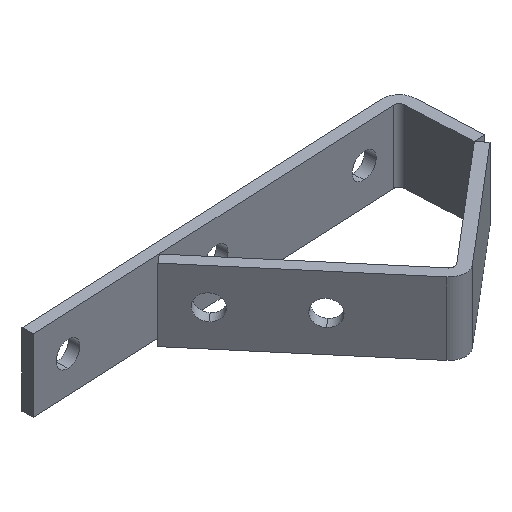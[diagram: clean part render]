
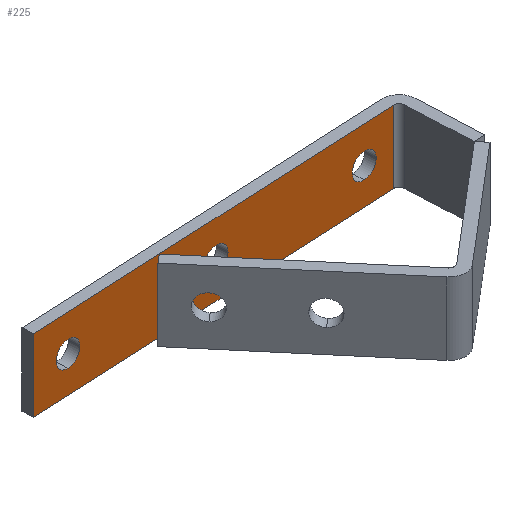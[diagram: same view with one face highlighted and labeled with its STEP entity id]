
A CAD part, isometric view. The second image highlights one B-rep face of the part: STEP entity #225.
In plain terms, the highlighted planar face has unit normal (0.048, -0.999, 0).
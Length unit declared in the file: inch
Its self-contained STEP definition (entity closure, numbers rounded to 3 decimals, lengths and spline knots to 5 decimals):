
#165=EDGE_CURVE('',#440,#441,#442,.T.);
#195=EDGE_CURVE('',#491,#492,#493,.T.);
#199=EDGE_CURVE('',#492,#499,#500,.T.);
#207=EDGE_CURVE('',#513,#514,#515,.T.);
#225=ADVANCED_FACE('',(#539,#540,#541,#542),#543,.T.);
#249=EDGE_CURVE('',#577,#578,#579,.T.);
#271=EDGE_CURVE('',#578,#445,#610,.T.);
#297=EDGE_CURVE('',#513,#643,#644,.T.);
#301=EDGE_CURVE('',#510,#577,#648,.T.);
#307=EDGE_CURVE('',#551,#440,#656,.T.);
#311=EDGE_CURVE('',#445,#510,#660,.T.);
#313=EDGE_CURVE('',#643,#662,#663,.T.);
#315=EDGE_CURVE('',#593,#551,#665,.T.);
#323=EDGE_CURVE('',#441,#593,#674,.T.);
#327=EDGE_CURVE('',#453,#491,#681,.T.);
#329=EDGE_CURVE('',#514,#662,#683,.T.);
#355=EDGE_CURVE('',#499,#453,#720,.T.);
#440=VERTEX_POINT('',#821);
#441=VERTEX_POINT('',#822);
#442=B_SPLINE_CURVE_WITH_KNOTS('',3,(#823,#824,#825,#826),.UNSPECIFIED.,.F.,.F.,(4,4),(0.0,1.0),.UNSPECIFIED.);
#445=VERTEX_POINT('',#830);
#453=VERTEX_POINT('',#842);
#491=VERTEX_POINT('',#911);
#492=VERTEX_POINT('',#912);
#493=B_SPLINE_CURVE_WITH_KNOTS('',3,(#913,#914,#915,#916),.UNSPECIFIED.,.F.,.F.,(4,4),(0.0,1.0),.UNSPECIFIED.);
#499=VERTEX_POINT('',#925);
#500=B_SPLINE_CURVE_WITH_KNOTS('',3,(#926,#927,#928,#929),.UNSPECIFIED.,.F.,.F.,(4,4),(0.0,1.0),.UNSPECIFIED.);
#510=VERTEX_POINT('',#946);
#513=VERTEX_POINT('',#951);
#514=VERTEX_POINT('',#952);
#515=LINE('',#953,#954);
#539=FACE_BOUND('',#1004,.T.);
#540=FACE_BOUND('',#1005,.T.);
#541=FACE_BOUND('',#1006,.T.);
#542=FACE_OUTER_BOUND('',#1007,.T.);
#543=PLANE('',#1008);
#551=VERTEX_POINT('',#1019);
#577=VERTEX_POINT('',#1083);
#578=VERTEX_POINT('',#1084);
#579=B_SPLINE_CURVE_WITH_KNOTS('',3,(#1085,#1086,#1087,#1088),.UNSPECIFIED.,.F.,.F.,(4,4),(0.0,1.0),.UNSPECIFIED.);
#593=VERTEX_POINT('',#1115);
#610=B_SPLINE_CURVE_WITH_KNOTS('',3,(#1146,#1147,#1148,#1149),.UNSPECIFIED.,.F.,.F.,(4,4),(0.0,1.0),.UNSPECIFIED.);
#643=VERTEX_POINT('',#1230);
#644=LINE('',#1231,#1232);
#648=B_SPLINE_CURVE_WITH_KNOTS('',3,(#1239,#1240,#1241,#1242),.UNSPECIFIED.,.F.,.F.,(4,4),(0.0,1.0),.UNSPECIFIED.);
#656=B_SPLINE_CURVE_WITH_KNOTS('',3,(#1258,#1259,#1260,#1261),.UNSPECIFIED.,.F.,.F.,(4,4),(0.0,1.0),.UNSPECIFIED.);
#660=B_SPLINE_CURVE_WITH_KNOTS('',3,(#1268,#1269,#1270,#1271),.UNSPECIFIED.,.F.,.F.,(4,4),(0.0,1.0),.UNSPECIFIED.);
#662=VERTEX_POINT('',#1274);
#663=LINE('',#1275,#1276);
#665=B_SPLINE_CURVE_WITH_KNOTS('',3,(#1279,#1280,#1281,#1282),.UNSPECIFIED.,.F.,.F.,(4,4),(0.0,1.0),.UNSPECIFIED.);
#674=B_SPLINE_CURVE_WITH_KNOTS('',3,(#1296,#1297,#1298,#1299),.UNSPECIFIED.,.F.,.F.,(4,4),(0.0,1.0),.UNSPECIFIED.);
#681=B_SPLINE_CURVE_WITH_KNOTS('',3,(#1307,#1308,#1309,#1310),.UNSPECIFIED.,.F.,.F.,(4,4),(0.0,1.0),.UNSPECIFIED.);
#683=LINE('',#1313,#1314);
#720=B_SPLINE_CURVE_WITH_KNOTS('',3,(#1386,#1387,#1388,#1389),.UNSPECIFIED.,.F.,.F.,(4,4),(0.0,1.0),.UNSPECIFIED.);
#821=CARTESIAN_POINT('',(0.85514,0.03727,1.09375));
#822=CARTESIAN_POINT('',(1.13607,0.05077,0.8125));
#823=CARTESIAN_POINT('',(0.85514,0.03727,1.09375));
#824=CARTESIAN_POINT('',(1.01029,0.04473,1.09375));
#825=CARTESIAN_POINT('',(1.13607,0.05077,0.96783));
#826=CARTESIAN_POINT('',(1.13607,0.05077,0.8125));
#830=CARTESIAN_POINT('',(4.63204,0.21869,0.8125));
#842=CARTESIAN_POINT('',(8.12801,0.38661,0.8125));
#911=CARTESIAN_POINT('',(7.84708,0.37312,0.53125));
#912=CARTESIAN_POINT('',(7.56616,0.35963,0.8125));
#913=CARTESIAN_POINT('',(7.84708,0.37312,0.53125));
#914=CARTESIAN_POINT('',(7.69193,0.36567,0.53125));
#915=CARTESIAN_POINT('',(7.56616,0.35963,0.65717));
#916=CARTESIAN_POINT('',(7.56616,0.35963,0.8125));
#925=CARTESIAN_POINT('',(7.84708,0.37312,1.09375));
#926=CARTESIAN_POINT('',(7.56616,0.35963,0.8125));
#927=CARTESIAN_POINT('',(7.56616,0.35963,0.96783));
#928=CARTESIAN_POINT('',(7.69193,0.36567,1.09375));
#929=CARTESIAN_POINT('',(7.84708,0.37312,1.09375));
#946=CARTESIAN_POINT('',(4.35111,0.2052,0.53125));
#951=CARTESIAN_POINT('',(8.53379,0.40611,0.0));
#952=CARTESIAN_POINT('',(0.04354,-0.00171,0.0));
#953=CARTESIAN_POINT('',(8.53379,0.40611,0.0));
#954=VECTOR('',#1598,1.);
#1004=EDGE_LOOP('',(#1633,#1634,#1635,#1636));
#1005=EDGE_LOOP('',(#1637,#1638,#1639,#1640));
#1006=EDGE_LOOP('',(#1641,#1642,#1643,#1644));
#1007=EDGE_LOOP('',(#1645,#1646,#1647,#1648));
#1008=AXIS2_PLACEMENT_3D('',#1649,#1650,#1651);
#1019=CARTESIAN_POINT('',(0.57422,0.02378,0.8125));
#1083=CARTESIAN_POINT('',(4.07019,0.1917,0.8125));
#1084=CARTESIAN_POINT('',(4.35111,0.2052,1.09375));
#1085=CARTESIAN_POINT('',(4.07019,0.1917,0.8125));
#1086=CARTESIAN_POINT('',(4.07019,0.1917,0.96783));
#1087=CARTESIAN_POINT('',(4.19596,0.19774,1.09375));
#1088=CARTESIAN_POINT('',(4.35111,0.2052,1.09375));
#1115=CARTESIAN_POINT('',(0.85514,0.03727,0.53125));
#1146=CARTESIAN_POINT('',(4.35111,0.2052,1.09375));
#1147=CARTESIAN_POINT('',(4.50626,0.21265,1.09375));
#1148=CARTESIAN_POINT('',(4.63204,0.21869,0.96783));
#1149=CARTESIAN_POINT('',(4.63204,0.21869,0.8125));
#1230=CARTESIAN_POINT('',(8.53379,0.40611,1.625));
#1231=CARTESIAN_POINT('',(8.53379,0.40611,0.0));
#1232=VECTOR('',#1728,1.0);
#1239=CARTESIAN_POINT('',(4.35111,0.2052,0.53125));
#1240=CARTESIAN_POINT('',(4.19596,0.19774,0.53125));
#1241=CARTESIAN_POINT('',(4.07019,0.1917,0.65717));
#1242=CARTESIAN_POINT('',(4.07019,0.1917,0.8125));
#1258=CARTESIAN_POINT('',(0.57422,0.02378,0.8125));
#1259=CARTESIAN_POINT('',(0.57422,0.02378,0.96783));
#1260=CARTESIAN_POINT('',(0.7,0.02982,1.09375));
#1261=CARTESIAN_POINT('',(0.85514,0.03727,1.09375));
#1268=CARTESIAN_POINT('',(4.63204,0.21869,0.8125));
#1269=CARTESIAN_POINT('',(4.63204,0.21869,0.65717));
#1270=CARTESIAN_POINT('',(4.50626,0.21265,0.53125));
#1271=CARTESIAN_POINT('',(4.35111,0.2052,0.53125));
#1274=CARTESIAN_POINT('',(0.04354,-0.00171,1.625));
#1275=CARTESIAN_POINT('',(8.53379,0.40611,1.625));
#1276=VECTOR('',#1744,1.);
#1279=CARTESIAN_POINT('',(0.85514,0.03727,0.53125));
#1280=CARTESIAN_POINT('',(0.7,0.02982,0.53125));
#1281=CARTESIAN_POINT('',(0.57422,0.02378,0.65717));
#1282=CARTESIAN_POINT('',(0.57422,0.02378,0.8125));
#1296=CARTESIAN_POINT('',(1.13607,0.05077,0.8125));
#1297=CARTESIAN_POINT('',(1.13607,0.05077,0.65717));
#1298=CARTESIAN_POINT('',(1.01029,0.04473,0.53125));
#1299=CARTESIAN_POINT('',(0.85514,0.03727,0.53125));
#1307=CARTESIAN_POINT('',(8.12801,0.38661,0.8125));
#1308=CARTESIAN_POINT('',(8.12801,0.38661,0.65717));
#1309=CARTESIAN_POINT('',(8.00223,0.38057,0.53125));
#1310=CARTESIAN_POINT('',(7.84708,0.37312,0.53125));
#1313=CARTESIAN_POINT('',(0.04354,-0.00171,0.0));
#1314=VECTOR('',#1771,1.0);
#1386=CARTESIAN_POINT('',(7.84708,0.37312,1.09375));
#1387=CARTESIAN_POINT('',(8.00223,0.38057,1.09375));
#1388=CARTESIAN_POINT('',(8.12801,0.38661,0.96783));
#1389=CARTESIAN_POINT('',(8.12801,0.38661,0.8125));
#1598=DIRECTION('',(-0.999,-0.048,0.0));
#1633=ORIENTED_EDGE('',*,*,#307,.T.);
#1634=ORIENTED_EDGE('',*,*,#165,.T.);
#1635=ORIENTED_EDGE('',*,*,#323,.T.);
#1636=ORIENTED_EDGE('',*,*,#315,.T.);
#1637=ORIENTED_EDGE('',*,*,#249,.T.);
#1638=ORIENTED_EDGE('',*,*,#271,.T.);
#1639=ORIENTED_EDGE('',*,*,#311,.T.);
#1640=ORIENTED_EDGE('',*,*,#301,.T.);
#1641=ORIENTED_EDGE('',*,*,#199,.T.);
#1642=ORIENTED_EDGE('',*,*,#355,.T.);
#1643=ORIENTED_EDGE('',*,*,#327,.T.);
#1644=ORIENTED_EDGE('',*,*,#195,.T.);
#1645=ORIENTED_EDGE('',*,*,#207,.F.);
#1646=ORIENTED_EDGE('',*,*,#297,.T.);
#1647=ORIENTED_EDGE('',*,*,#313,.T.);
#1648=ORIENTED_EDGE('',*,*,#329,.F.);
#1649=CARTESIAN_POINT('',(1.5254,0.06947,0.0));
#1650=DIRECTION('',(0.048,-0.999,0.0));
#1651=DIRECTION('',(0.999,0.048,0.0));
#1728=DIRECTION('',(0.0,0.0,1.0));
#1744=DIRECTION('',(-0.999,-0.048,0.0));
#1771=DIRECTION('',(0.0,0.0,1.0));
